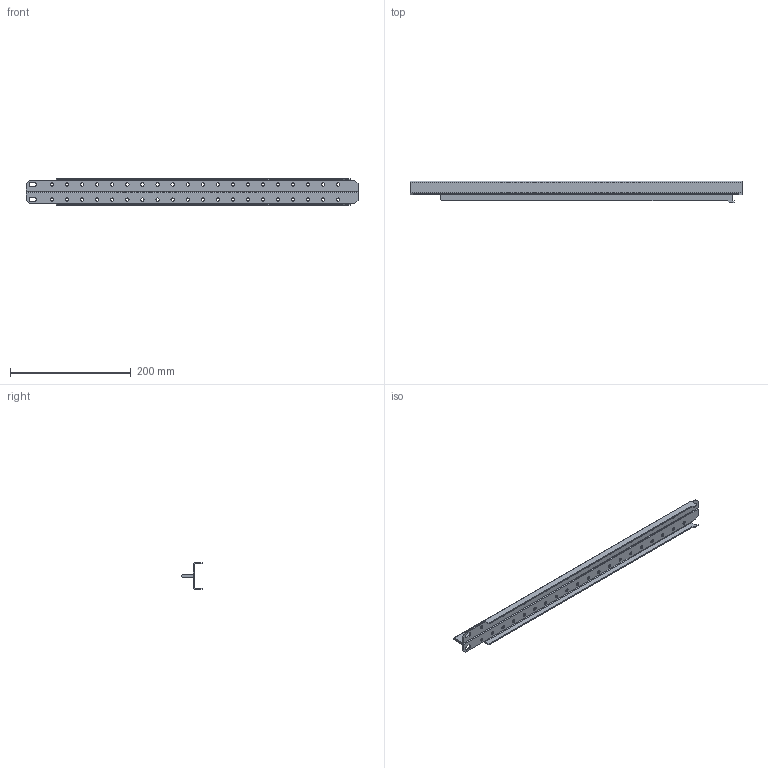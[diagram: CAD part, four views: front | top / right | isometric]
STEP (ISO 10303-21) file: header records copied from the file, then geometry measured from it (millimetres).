
FILE_DESCRIPTION (( 'STEP AP203' ), '1' );
FILE_NAME ('YKM40D-FO-VRN-060 ÀÃÈÅ 275.00.009 Íàïðàâëÿþùàÿ ìîíòàæíîé ïàíåëè 600.STEP', '2020-12-15T13:25:36', ( '' ), ( '' ), 'SwSTEP 2.0', 'SolidWorks 2017', '' );
FILE_SCHEMA (( 'CONFIG_CONTROL_DESIGN' ));
Length unit declared in the file: millimetre
Products named in the file (1): YKM40D-FO-VRN-060  ÀÃÈÅ 275.00.009 Íàïðàâëÿþùàÿ ìîíòàæíîé ïàíåëè 600
Bounding box: 551 x 35.25 x 44.5 mm (x, y, z)
Volume: 108986.5 mm3; surface area: 89640.6 mm2
Topology: 1 solids, 1 shells, 96 faces, 298 edges, 204 vertices
Faces by surface type: plane 52, cylinder 44
Full cylindrical faces by diameter (mm): 5.4 x40
Entity records: 3223 total; most frequent: DIRECTION 520, CARTESIAN_POINT 519, ORIENTED_EDGE 476, EDGE_CURVE 238, EDGE_LOOP 220, AXIS2_PLACEMENT_3D 185, VERTEX_POINT 184, VECTOR 150
